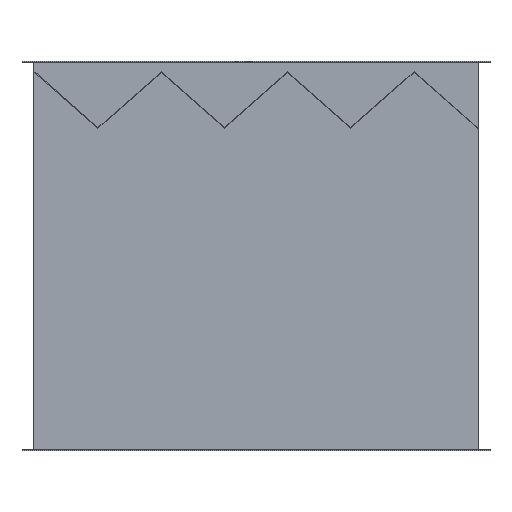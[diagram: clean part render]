
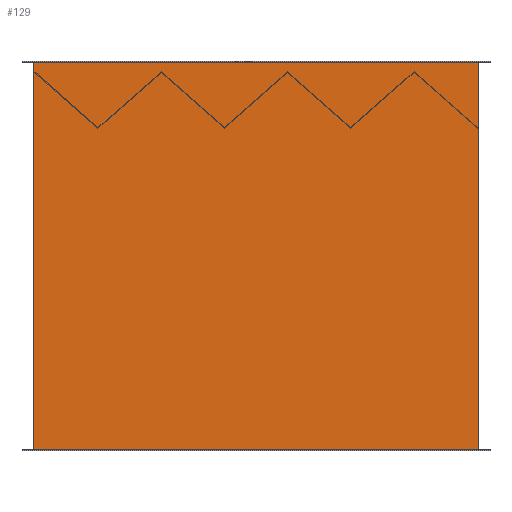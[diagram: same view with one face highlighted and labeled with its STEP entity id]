
A CAD part, front view. The second image highlights one B-rep face of the part: STEP entity #129.
In plain terms, the highlighted planar face has unit normal (0, -1, 0).
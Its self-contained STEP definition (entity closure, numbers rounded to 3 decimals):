
#51 = ORIENTED_EDGE ( 'NONE', *, *, #573, .F. ) ;
#52 = ORIENTED_EDGE ( 'NONE', *, *, #53, .F. ) ;
#53 = EDGE_CURVE ( 'NONE', #70, #583, #734, .T. ) ;
#54 = ORIENTED_EDGE ( 'NONE', *, *, #69, .T. ) ;
#67 = VERTEX_POINT ( 'NONE', #765 ) ;
#69 = EDGE_CURVE ( 'NONE', #70, #67, #764, .T. ) ;
#70 = VERTEX_POINT ( 'NONE', #760 ) ;
#74 = EDGE_LOOP ( 'NONE', ( #130, #51, #52, #54 ) ) ;
#129 = ADVANCED_FACE ( 'NONE', ( #843 ), #842, .F. ) ;
#130 = ORIENTED_EDGE ( 'NONE', *, *, #131, .F. ) ;
#131 = EDGE_CURVE ( 'NONE', #585, #67, #898, .T. ) ;
#573 = EDGE_CURVE ( 'NONE', #583, #585, #1548, .T. ) ;
#583 = VERTEX_POINT ( 'NONE', #1591 ) ;
#585 = VERTEX_POINT ( 'NONE', #1589 ) ;
#731 = DIRECTION ( 'NONE',  ( 1., 0., 0. ) ) ;
#732 = VECTOR ( 'NONE', #731, 1000. ) ;
#733 = CARTESIAN_POINT ( 'NONE',  ( 400., -251., 349. ) ) ;
#734 = LINE ( 'NONE', #733, #732 ) ;
#760 = CARTESIAN_POINT ( 'NONE',  ( -401., -251., 349. ) ) ;
#761 = DIRECTION ( 'NONE',  ( 0., 0., -1. ) ) ;
#762 = VECTOR ( 'NONE', #761, 1000. ) ;
#763 = CARTESIAN_POINT ( 'NONE',  ( -401., -251., 350. ) ) ;
#764 = LINE ( 'NONE', #763, #762 ) ;
#765 = CARTESIAN_POINT ( 'NONE',  ( -401., -251., -349. ) ) ;
#838 = DIRECTION ( 'NONE',  ( -1., 0., 0. ) ) ;
#839 = DIRECTION ( 'NONE',  ( 0., 1., 0. ) ) ;
#840 = CARTESIAN_POINT ( 'NONE',  ( 400., -251., 350. ) ) ;
#841 = AXIS2_PLACEMENT_3D ( 'NONE', #840, #839, #838 ) ;
#842 = PLANE ( 'NONE',  #841 ) ;
#843 = FACE_OUTER_BOUND ( 'NONE', #74, .T. ) ;
#895 = DIRECTION ( 'NONE',  ( -1., 0., 0. ) ) ;
#896 = VECTOR ( 'NONE', #895, 1000. ) ;
#897 = CARTESIAN_POINT ( 'NONE',  ( 400., -251., -349. ) ) ;
#898 = LINE ( 'NONE', #897, #896 ) ;
#1545 = DIRECTION ( 'NONE',  ( 0., 0., -1. ) ) ;
#1546 = VECTOR ( 'NONE', #1545, 1000. ) ;
#1547 = CARTESIAN_POINT ( 'NONE',  ( 401., -251., 350. ) ) ;
#1548 = LINE ( 'NONE', #1547, #1546 ) ;
#1589 = CARTESIAN_POINT ( 'NONE',  ( 401., -251., -349. ) ) ;
#1591 = CARTESIAN_POINT ( 'NONE',  ( 401., -251., 349. ) ) ;
